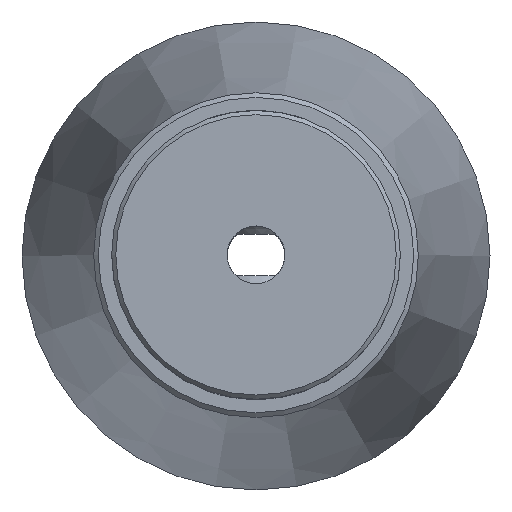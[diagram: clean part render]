
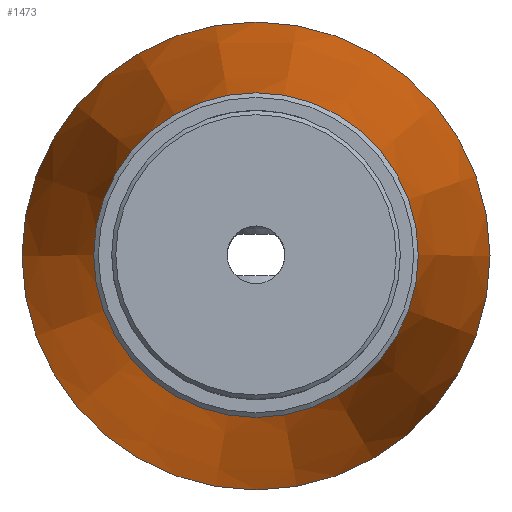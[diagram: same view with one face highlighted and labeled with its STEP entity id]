
A CAD part, top view. The second image highlights one B-rep face of the part: STEP entity #1473.
In plain terms, the highlighted conical face has half-angle 8 degrees and reference radius 5.675 mm.
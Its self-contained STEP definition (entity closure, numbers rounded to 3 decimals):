
#24=CONICAL_SURFACE('',#1571,5.675,0.14);
#207=CIRCLE('',#1570,5.675);
#208=CIRCLE('',#1572,3.937);
#306=ORIENTED_EDGE('',*,*,#541,.T.);
#307=ORIENTED_EDGE('',*,*,#540,.T.);
#540=EDGE_CURVE('',#655,#655,#207,.T.);
#541=EDGE_CURVE('',#656,#656,#208,.F.);
#655=VERTEX_POINT('',#2133);
#656=VERTEX_POINT('',#2136);
#772=EDGE_LOOP('',(#306));
#773=EDGE_LOOP('',(#307));
#876=FACE_BOUND('',#772,.T.);
#877=FACE_BOUND('',#773,.T.);
#1473=ADVANCED_FACE('',(#876,#877),#24,.T.);
#1570=AXIS2_PLACEMENT_3D('',#2132,#1751,#1752);
#1571=AXIS2_PLACEMENT_3D('',#2134,#1753,#1754);
#1572=AXIS2_PLACEMENT_3D('',#2135,#1755,#1756);
#1751=DIRECTION('',(0.,0.,1.));
#1752=DIRECTION('',(1.,0.,0.));
#1753=DIRECTION('',(0.,0.,-1.));
#1754=DIRECTION('',(-1.,0.,0.));
#1755=DIRECTION('',(0.,0.,1.));
#1756=DIRECTION('',(1.,0.,0.));
#2132=CARTESIAN_POINT('',(0.,0.,5.434));
#2133=CARTESIAN_POINT('',(5.675,0.,5.434));
#2134=CARTESIAN_POINT('',(0.,0.,5.434));
#2135=CARTESIAN_POINT('',(0.,0.,17.801));
#2136=CARTESIAN_POINT('',(3.937,0.,17.801));
